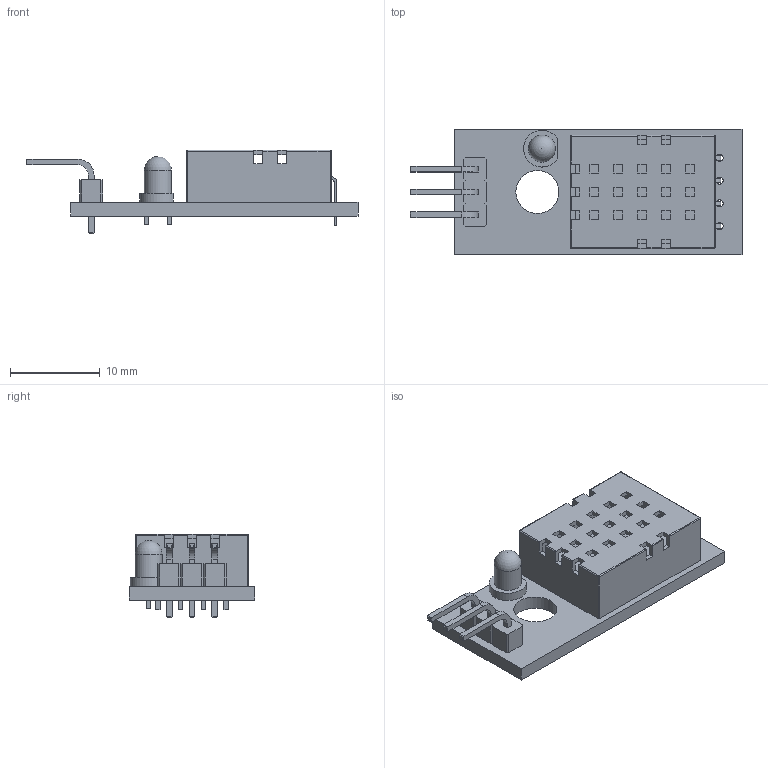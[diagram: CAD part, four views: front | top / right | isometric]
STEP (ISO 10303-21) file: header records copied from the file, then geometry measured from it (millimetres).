
FILE_DESCRIPTION(/* description */ ('Unknown'),/* implementation_level */ '2;1');
FILE_NAME(/* name */ 'DTH11 Sensor Module',/* time_stamp */ '2025-09-20T10:26:17+03:00',/* author */ ('Unknown'),/* organization */ ('Unknown'),/* preprocessor_version */ 'ST-DEVELOPER v20',/* originating_system */ 'Solid Edge',/* authorisation */ 'Unknown');
FILE_SCHEMA (('AUTOMOTIVE_DESIGN {1 0 10303 214 3 1 1}'));
Length unit declared in the file: millimetre
Products named in the file (12): DTH11 Sensor Module; Module PCB; DTH11 Bent Pin; DTH11 Case; DTH11 Sensor Bottom; DTH11 Bend Pin; DuPont_M_1X3; 90deg_pin; Conn_1X3_case; Red LED; LED Body; LED Pin
Assembly tree (17 placements, depth 3):
  DTH11 Sensor Module
    Module PCB
    DTH11 Bent Pin
      DTH11 Case
      DTH11 Sensor Bottom
      DTH11 Bend Pin  x4
    DuPont_M_1X3
      90deg_pin  x3
      Conn_1X3_case
    Red LED
      LED Body
      LED Pin  x2
Bounding box: 37 x 14 x 9.3 mm (x, y, z)
Volume: 1167.7 mm3; surface area: 2812.4 mm2
Topology: 14 solids, 14 shells, 312 faces, 862 edges, 563 vertices
Faces by surface type: plane 266, cylinder 41, sphere 5
Full cylindrical faces by diameter (mm): 0.8 x3, 0.805 x1, 1 x5, 3 x1, 4.8 x1
Entity records: 8113 total; most frequent: CARTESIAN_POINT 1377, ORIENTED_EDGE 1342, DIRECTION 1249, EDGE_CURVE 671, LINE 609, VECTOR 609, VERTEX_POINT 448, AXIS2_PLACEMENT_3D 320
